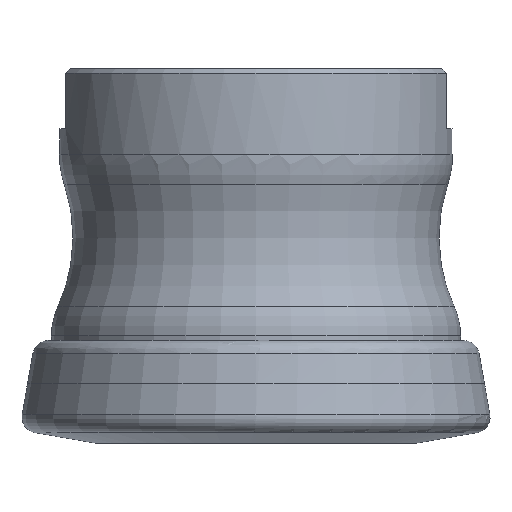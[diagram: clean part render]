
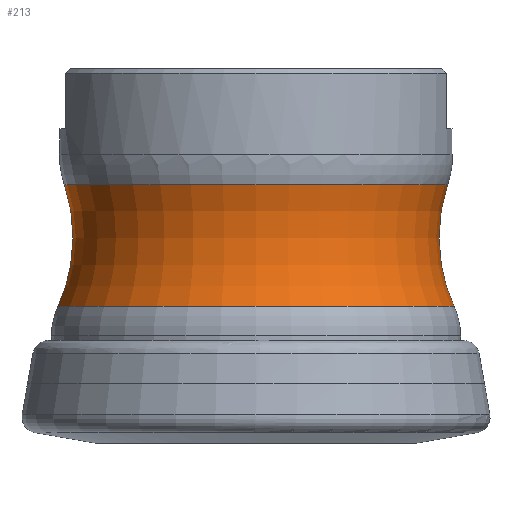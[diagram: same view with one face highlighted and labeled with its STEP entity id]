
A CAD part, left-side view. The second image highlights one B-rep face of the part: STEP entity #213.
In plain terms, the highlighted toroidal (fillet/blend) face has major radius 37.032 mm and minor radius 17.5 mm.
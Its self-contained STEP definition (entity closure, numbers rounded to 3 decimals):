
#128=TOROIDAL_SURFACE('',#824,37.032,17.5);
#213=ADVANCED_FACE('',(#266,#267),#128,.F.);
#266=FACE_BOUND('',#339,.T.);
#267=FACE_BOUND('',#340,.T.);
#339=EDGE_LOOP('',(#449));
#340=EDGE_LOOP('',(#450));
#449=ORIENTED_EDGE('',*,*,#629,.T.);
#450=ORIENTED_EDGE('',*,*,#630,.T.);
#566=VERTEX_POINT('',#1228);
#567=VERTEX_POINT('',#1230);
#629=EDGE_CURVE('',#566,#566,#678,.T.);
#630=EDGE_CURVE('',#567,#567,#679,.T.);
#678=CIRCLE('',#822,21.153);
#679=CIRCLE('',#823,20.466);
#822=AXIS2_PLACEMENT_3D('',#1227,#955,#956);
#823=AXIS2_PLACEMENT_3D('',#1229,#957,#958);
#824=AXIS2_PLACEMENT_3D('',#1231,#959,#960);
#955=DIRECTION('',(0.,0.,1.));
#956=DIRECTION('',(-1.,0.,0.));
#957=DIRECTION('',(0.,0.,-1.));
#958=DIRECTION('',(1.,0.,0.));
#959=DIRECTION('',(0.,0.,1.));
#960=DIRECTION('',(-1.,0.,0.));
#1227=CARTESIAN_POINT('',(0.,0.,-25.371));
#1228=CARTESIAN_POINT('',(-21.153,0.,-25.371));
#1229=CARTESIAN_POINT('',(0.,0.,-12.375));
#1230=CARTESIAN_POINT('',(20.466,0.,-12.375));
#1231=CARTESIAN_POINT('',(0.,0.,-18.015));
